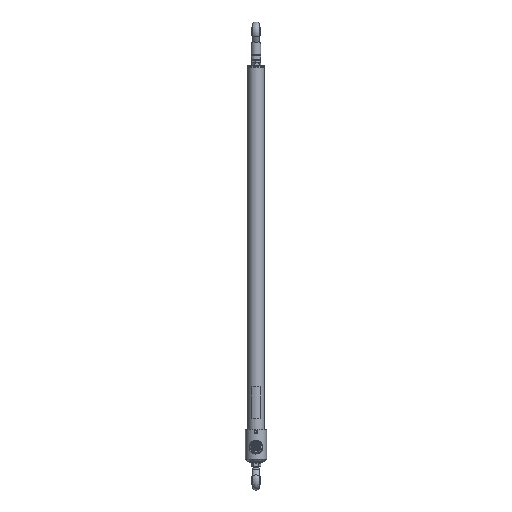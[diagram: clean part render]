
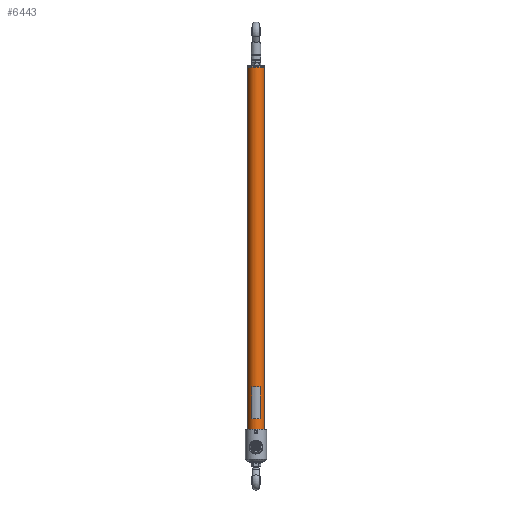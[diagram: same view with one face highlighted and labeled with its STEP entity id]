
A CAD part, front view. The second image highlights one B-rep face of the part: STEP entity #6443.
In plain terms, the highlighted cylindrical face has radius 8 mm (diameter 16 mm), a partial arc.
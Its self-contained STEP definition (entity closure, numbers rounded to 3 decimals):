
#3132 = CYLINDRICAL_SURFACE ( 'NONE', #3139, 8. ) ;
#3135 = FACE_OUTER_BOUND ( 'NONE', #6441, .T. ) ;
#3136 = CARTESIAN_POINT ( 'NONE',  ( 8., 0., -351.7 ) ) ;
#3137 = LINE ( 'NONE', #3136, #3161 ) ;
#3139 = AXIS2_PLACEMENT_3D ( 'NONE', #3159, #3175, #3155 ) ;
#3153 = CARTESIAN_POINT ( 'NONE',  ( -8., 0., -342.5 ) ) ;
#3155 = DIRECTION ( 'NONE',  ( 1., 0., 0. ) ) ;
#3159 = CARTESIAN_POINT ( 'NONE',  ( 0., 0., -351.7 ) ) ;
#3160 = DIRECTION ( 'NONE',  ( 0., 0., 1. ) ) ;
#3161 = VECTOR ( 'NONE', #3160, 1000. ) ;
#3175 = DIRECTION ( 'NONE',  ( 0., 0., 1. ) ) ;
#3183 = CARTESIAN_POINT ( 'NONE',  ( 0., 0., -0.15 ) ) ;
#3188 = CARTESIAN_POINT ( 'NONE',  ( 8., 0., -0.15 ) ) ;
#3212 = DIRECTION ( 'NONE',  ( 1., 0., 0. ) ) ;
#3213 = DIRECTION ( 'NONE',  ( 0., 0., -1. ) ) ;
#3214 = AXIS2_PLACEMENT_3D ( 'NONE', #3183, #3213, #3212 ) ;
#3215 = CIRCLE ( 'NONE', #3214, 8. ) ;
#3218 = CARTESIAN_POINT ( 'NONE',  ( -8., 0., -0.15 ) ) ;
#3219 = DIRECTION ( 'NONE',  ( -1., 0., 0. ) ) ;
#3220 = DIRECTION ( 'NONE',  ( 0., 0., 1. ) ) ;
#3221 = AXIS2_PLACEMENT_3D ( 'NONE', #3241, #3220, #3219 ) ;
#3236 = CIRCLE ( 'NONE', #3221, 8. ) ;
#3241 = CARTESIAN_POINT ( 'NONE',  ( 0., 0., -342.5 ) ) ;
#3288 = CARTESIAN_POINT ( 'NONE',  ( 8., 0., -342.5 ) ) ;
#4428 = DIRECTION ( 'NONE',  ( 0., 0., 1. ) ) ;
#4429 = VECTOR ( 'NONE', #4428, 1000. ) ;
#4430 = CARTESIAN_POINT ( 'NONE',  ( -8., 0., -351.7 ) ) ;
#4431 = LINE ( 'NONE', #4430, #4429 ) ;
#6431 = VERTEX_POINT ( 'NONE', #3153 ) ;
#6434 = ORIENTED_EDGE ( 'NONE', *, *, #6819, .F. ) ;
#6435 = ORIENTED_EDGE ( 'NONE', *, *, #6460, .T. ) ;
#6439 = ORIENTED_EDGE ( 'NONE', *, *, #6447, .T. ) ;
#6440 = ORIENTED_EDGE ( 'NONE', *, *, #6458, .T. ) ;
#6441 = EDGE_LOOP ( 'NONE', ( #6434, #6440, #6439, #6435 ) ) ;
#6443 = ADVANCED_FACE ( 'NONE', ( #3135 ), #3132, .T. ) ;
#6447 = EDGE_CURVE ( 'NONE', #6474, #6457, #3137, .T. ) ;
#6457 = VERTEX_POINT ( 'NONE', #3188 ) ;
#6458 = EDGE_CURVE ( 'NONE', #6431, #6474, #3236, .T. ) ;
#6460 = EDGE_CURVE ( 'NONE', #6457, #6469, #3215, .T. ) ;
#6469 = VERTEX_POINT ( 'NONE', #3218 ) ;
#6474 = VERTEX_POINT ( 'NONE', #3288 ) ;
#6819 = EDGE_CURVE ( 'NONE', #6431, #6469, #4431, .T. ) ;
